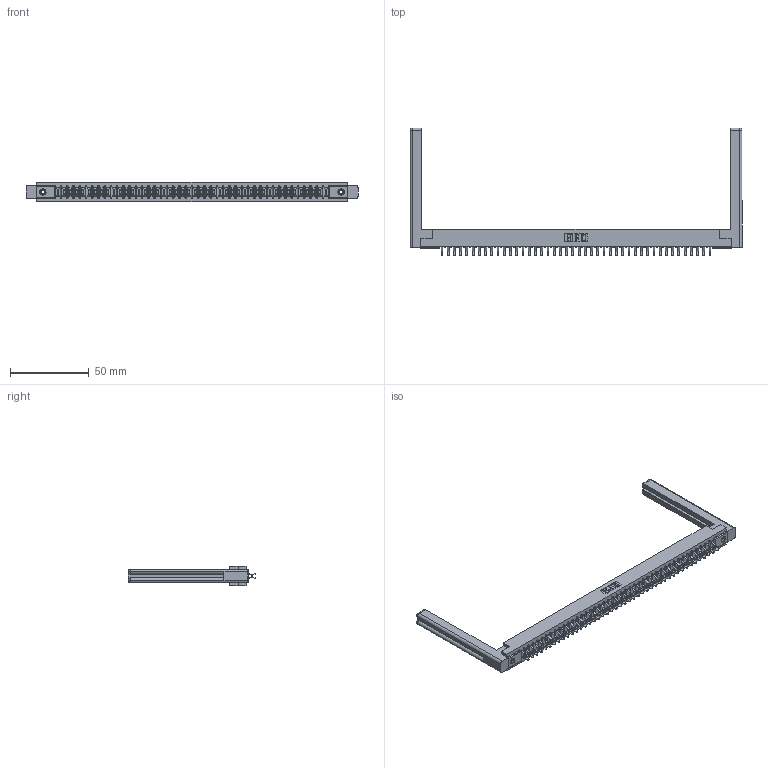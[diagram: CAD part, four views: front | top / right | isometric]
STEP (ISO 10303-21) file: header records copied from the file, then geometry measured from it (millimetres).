
FILE_DESCRIPTION (( 'STEP AP203' ), '1' );
FILE_NAME ('357-088-456-258.STEP', '2020-10-04T04:16:44', ( '' ), ( '' ), 'SwSTEP 2.0', 'SolidWorks 2020', '' );
FILE_SCHEMA (( 'CONFIG_CONTROL_DESIGN' ));
Length unit declared in the file: inch
Products named in the file (5): 307-290-001_556; 307 Part_.156 Dia Mounting Holes; 307-220-058; 345-250-001_345-250-001-102; 357-088-456-258
Assembly tree (93 placements, depth 2):
  357-088-456-258
    307 Part_.156 Dia Mounting Holes
    307-290-001_556  x88
    307-220-058  x2
    345-250-001_345-250-001-102  x2
Bounding box: 210.97 x 81.28 x 12.7 mm (x, y, z)
Volume: 29562.1 mm3; surface area: 32149.7 mm2
Topology: 93 solids, 93 shells, 4705 faces, 13173 edges, 8530 vertices
Faces by surface type: plane 3058, cylinder 1533, sphere 90, torus 12, cone 12
Entity records: 41619 total; most frequent: CARTESIAN_POINT 6827, ORIENTED_EDGE 6708, DIRECTION 6644, EDGE_CURVE 3354, VECTOR 2570, LINE 2570, VERTEX_POINT 2166, AXIS2_PLACEMENT_3D 2037
